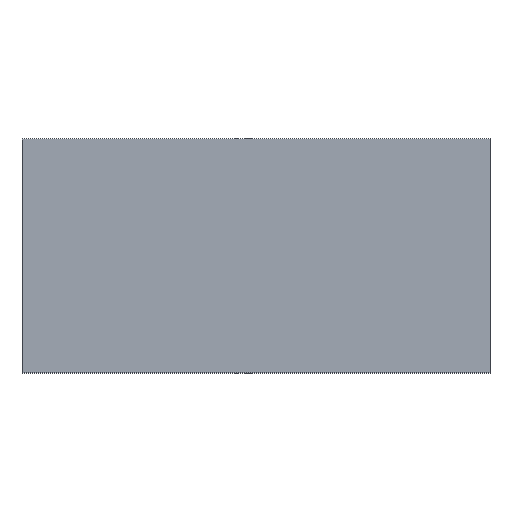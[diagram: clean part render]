
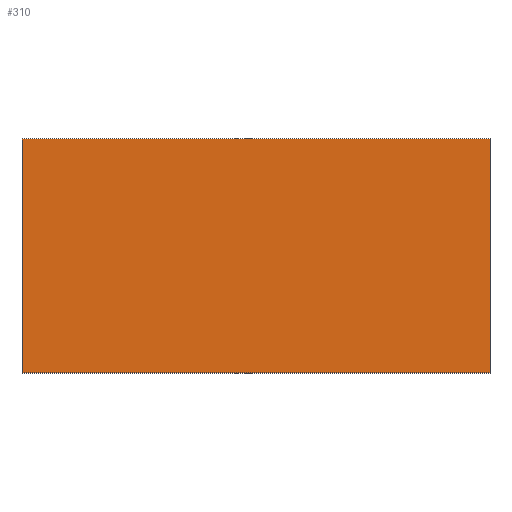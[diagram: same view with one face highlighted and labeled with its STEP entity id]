
A CAD part, top view. The second image highlights one B-rep face of the part: STEP entity #310.
In plain terms, the highlighted planar face has unit normal (0, 0, 1).
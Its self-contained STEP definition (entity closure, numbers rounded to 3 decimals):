
#100=ORIENTED_EDGE('',*,*,#134,.T.);
#101=ORIENTED_EDGE('',*,*,#138,.T.);
#102=ORIENTED_EDGE('',*,*,#141,.T.);
#103=ORIENTED_EDGE('',*,*,#143,.T.);
#134=EDGE_CURVE('',#163,#162,#194,.T.);
#138=EDGE_CURVE('',#162,#165,#198,.T.);
#141=EDGE_CURVE('',#165,#167,#201,.T.);
#143=EDGE_CURVE('',#167,#163,#203,.T.);
#162=VERTEX_POINT('',#511);
#163=VERTEX_POINT('',#513);
#165=VERTEX_POINT('',#519);
#167=VERTEX_POINT('',#525);
#194=LINE('',#512,#230);
#198=LINE('',#520,#234);
#201=LINE('',#526,#237);
#203=LINE('',#529,#239);
#230=VECTOR('',#429,1000.);
#234=VECTOR('',#435,1000.);
#237=VECTOR('',#440,1000.);
#239=VECTOR('',#444,1000.);
#256=EDGE_LOOP('',(#100,#101,#102,#103));
#274=FACE_BOUND('',#256,.T.);
#292=PLANE('',#368);
#310=ADVANCED_FACE('',(#274),#292,.T.);
#368=AXIS2_PLACEMENT_3D('',#530,#445,#446);
#429=DIRECTION('',(0.,-1.,0.));
#435=DIRECTION('',(1.,0.,0.));
#440=DIRECTION('',(0.,1.,0.));
#444=DIRECTION('',(-1.,0.,0.));
#445=DIRECTION('',(0.,0.,1.));
#446=DIRECTION('',(1.,0.,0.));
#511=CARTESIAN_POINT('',(-200.,-100.,0.15));
#512=CARTESIAN_POINT('',(-200.,100.,0.15));
#513=CARTESIAN_POINT('',(-200.,100.,0.15));
#519=CARTESIAN_POINT('',(200.,-100.,0.15));
#520=CARTESIAN_POINT('',(-200.,-100.,0.15));
#525=CARTESIAN_POINT('',(200.,100.,0.15));
#526=CARTESIAN_POINT('',(200.,-100.,0.15));
#529=CARTESIAN_POINT('',(200.,100.,0.15));
#530=CARTESIAN_POINT('',(0.,0.,0.15));
